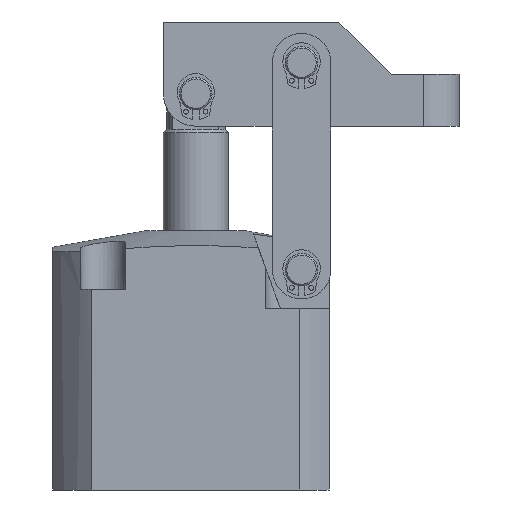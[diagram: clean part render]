
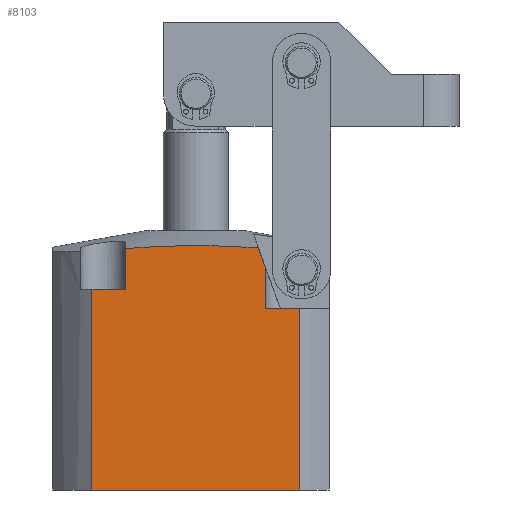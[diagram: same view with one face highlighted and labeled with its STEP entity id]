
A CAD part, front view. The second image highlights one B-rep face of the part: STEP entity #8103.
In plain terms, the highlighted planar face has unit normal (0, -1, 0).
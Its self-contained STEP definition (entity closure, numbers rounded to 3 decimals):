
#50 = B_SPLINE_CURVE_WITH_KNOTS ( 'NONE', 3,
 ( #7146, #7141, #7135, #7111, #7104, #7102, #7100, #7098, #7095, #7092 ),
 .UNSPECIFIED., .F., .F.,
 ( 4, 2, 2, 2, 4 ),
 ( 0.122, 0.132, 0.142, 0.153, 0.163 ),
 .UNSPECIFIED. ) ;
#815 = DIRECTION ( 'NONE',  ( -1., 0., 0. ) ) ;
#817 = CARTESIAN_POINT ( 'NONE',  ( 0., -41., 12. ) ) ;
#855 = CARTESIAN_POINT ( 'NONE',  ( 31.984, -41., 30. ) ) ;
#862 = DIRECTION ( 'NONE',  ( 0., 0., -1. ) ) ;
#932 = CARTESIAN_POINT ( 'NONE',  ( 0., -41., 6. ) ) ;
#935 = DIRECTION ( 'NONE',  ( -1., 0., 0. ) ) ;
#1032 = LINE ( 'NONE', #2377, #1231 ) ;
#1033 = VECTOR ( 'NONE', #2432, 1000. ) ;
#1034 = LINE ( 'NONE', #2433, #1033 ) ;
#1048 = VECTOR ( 'NONE', #2350, 1000. ) ;
#1049 = LINE ( 'NONE', #2353, #1048 ) ;
#1084 = VERTEX_POINT ( 'NONE', #7976 ) ;
#1141 = VERTEX_POINT ( 'NONE', #8916 ) ;
#1231 = VECTOR ( 'NONE', #2376, 1000. ) ;
#1244 = VECTOR ( 'NONE', #8647, 1000. ) ;
#1248 = VECTOR ( 'NONE', #8650, 1000. ) ;
#1249 = LINE ( 'NONE', #8654, #1244 ) ;
#1251 = LINE ( 'NONE', #8652, #1248 ) ;
#1729 = LINE ( 'NONE', #932, #1731 ) ;
#1731 = VECTOR ( 'NONE', #935, 1000. ) ;
#1758 = LINE ( 'NONE', #855, #1764 ) ;
#1764 = VECTOR ( 'NONE', #862, 1000. ) ;
#1804 = LINE ( 'NONE', #817, #1807 ) ;
#1807 = VECTOR ( 'NONE', #815, 1000. ) ;
#2350 = DIRECTION ( 'NONE',  ( -0.342, 0., 0.94 ) ) ;
#2353 = CARTESIAN_POINT ( 'NONE',  ( 15.245, -41., 35.549 ) ) ;
#2376 = DIRECTION ( 'NONE',  ( 0., 0., 1. ) ) ;
#2377 = CARTESIAN_POINT ( 'NONE',  ( -21.5, -41., 12. ) ) ;
#2432 = DIRECTION ( 'NONE',  ( -1., 0., 0. ) ) ;
#2433 = CARTESIAN_POINT ( 'NONE',  ( 31.984, -41., -49.7 ) ) ;
#2550 = EDGE_LOOP ( 'NONE', ( #3424, #3547, #3441, #3445, #3548, #3552, #3434, #3103, #3409 ) ) ;
#3103 = ORIENTED_EDGE ( 'NONE', *, *, #3903, .F. ) ;
#3383 = VERTEX_POINT ( 'NONE', #8823 ) ;
#3409 = ORIENTED_EDGE ( 'NONE', *, *, #3876, .T. ) ;
#3413 = VERTEX_POINT ( 'NONE', #8799 ) ;
#3424 = ORIENTED_EDGE ( 'NONE', *, *, #3625, .T. ) ;
#3434 = ORIENTED_EDGE ( 'NONE', *, *, #3742, .F. ) ;
#3441 = ORIENTED_EDGE ( 'NONE', *, *, #3654, .T. ) ;
#3445 = ORIENTED_EDGE ( 'NONE', *, *, #3751, .F. ) ;
#3457 = VERTEX_POINT ( 'NONE', #8792 ) ;
#3464 = VERTEX_POINT ( 'NONE', #8789 ) ;
#3474 = VERTEX_POINT ( 'NONE', #8776 ) ;
#3481 = VERTEX_POINT ( 'NONE', #8771 ) ;
#3524 = VERTEX_POINT ( 'NONE', #8760 ) ;
#3547 = ORIENTED_EDGE ( 'NONE', *, *, #3729, .T. ) ;
#3548 = ORIENTED_EDGE ( 'NONE', *, *, #3931, .T. ) ;
#3552 = ORIENTED_EDGE ( 'NONE', *, *, #3627, .T. ) ;
#3625 = EDGE_CURVE ( 'NONE', #3481, #3457, #1251, .T. ) ;
#3627 = EDGE_CURVE ( 'NONE', #3524, #3383, #1249, .T. ) ;
#3654 = EDGE_CURVE ( 'NONE', #1141, #1084, #50, .T. ) ;
#3729 = EDGE_CURVE ( 'NONE', #3457, #1141, #1049, .T. ) ;
#3742 = EDGE_CURVE ( 'NONE', #3413, #3383, #1034, .T. ) ;
#3751 = EDGE_CURVE ( 'NONE', #3464, #1084, #1032, .T. ) ;
#3876 = EDGE_CURVE ( 'NONE', #3474, #3481, #1729, .T. ) ;
#3903 = EDGE_CURVE ( 'NONE', #3474, #3413, #1758, .T. ) ;
#3931 = EDGE_CURVE ( 'NONE', #3464, #3524, #1804, .T. ) ;
#4136 = AXIS2_PLACEMENT_3D ( 'NONE', #6589, #6577, #6575 ) ;
#5390 = FACE_OUTER_BOUND ( 'NONE', #2550, .T. ) ;
#6575 = DIRECTION ( 'NONE',  ( 0., 0., 1. ) ) ;
#6577 = DIRECTION ( 'NONE',  ( 0., 1., 0. ) ) ;
#6589 = CARTESIAN_POINT ( 'NONE',  ( 0., -41., 30. ) ) ;
#6606 = PLANE ( 'NONE',  #4136 ) ;
#7092 = CARTESIAN_POINT ( 'NONE',  ( -21.5, -41., 24.482 ) ) ;
#7095 = CARTESIAN_POINT ( 'NONE',  ( -18.107, -41., 24.76 ) ) ;
#7098 = CARTESIAN_POINT ( 'NONE',  ( -14.715, -41., 24.986 ) ) ;
#7100 = CARTESIAN_POINT ( 'NONE',  ( -7.93, -41., 25.304 ) ) ;
#7102 = CARTESIAN_POINT ( 'NONE',  ( -4.538, -41., 25.396 ) ) ;
#7104 = CARTESIAN_POINT ( 'NONE',  ( 2.247, -41., 25.429 ) ) ;
#7111 = CARTESIAN_POINT ( 'NONE',  ( 5.639, -41., 25.371 ) ) ;
#7135 = CARTESIAN_POINT ( 'NONE',  ( 12.424, -41., 25.114 ) ) ;
#7141 = CARTESIAN_POINT ( 'NONE',  ( 15.816, -41., 24.915 ) ) ;
#7146 = CARTESIAN_POINT ( 'NONE',  ( 19.208, -41., 24.661 ) ) ;
#7976 = CARTESIAN_POINT ( 'NONE',  ( -21.5, -41., 24.482 ) ) ;
#8103 = ADVANCED_FACE ( 'NONE', ( #5390 ), #6606, .F. ) ;
#8647 = DIRECTION ( 'NONE',  ( 0., 0., -1. ) ) ;
#8650 = DIRECTION ( 'NONE',  ( 0., 0., 1. ) ) ;
#8652 = CARTESIAN_POINT ( 'NONE',  ( 21.5, -41., 6. ) ) ;
#8654 = CARTESIAN_POINT ( 'NONE',  ( -31.984, -41., 30. ) ) ;
#8760 = CARTESIAN_POINT ( 'NONE',  ( -31.984, -41., 12. ) ) ;
#8771 = CARTESIAN_POINT ( 'NONE',  ( 21.5, -41., 6. ) ) ;
#8776 = CARTESIAN_POINT ( 'NONE',  ( 31.984, -41., 6. ) ) ;
#8789 = CARTESIAN_POINT ( 'NONE',  ( -21.5, -41., 12. ) ) ;
#8792 = CARTESIAN_POINT ( 'NONE',  ( 21.5, -41., 18.364 ) ) ;
#8799 = CARTESIAN_POINT ( 'NONE',  ( 31.984, -41., -49.7 ) ) ;
#8823 = CARTESIAN_POINT ( 'NONE',  ( -31.984, -41., -49.7 ) ) ;
#8916 = CARTESIAN_POINT ( 'NONE',  ( 19.208, -41., 24.661 ) ) ;
